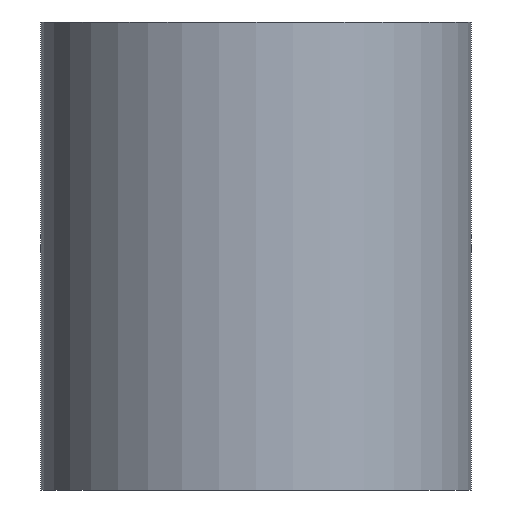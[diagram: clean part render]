
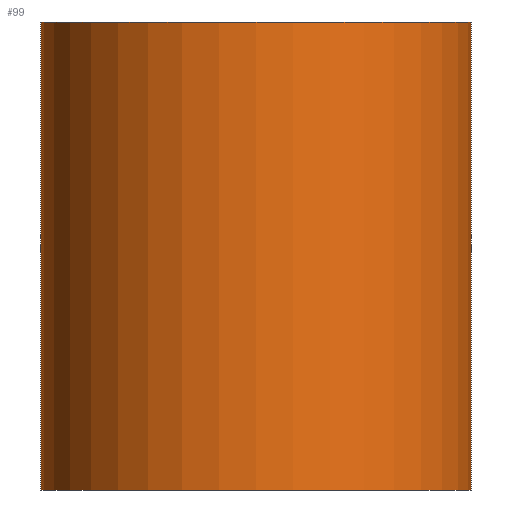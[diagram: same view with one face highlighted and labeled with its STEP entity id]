
A CAD part, front view. The second image highlights one B-rep face of the part: STEP entity #99.
In plain terms, the highlighted cylindrical face has radius 10.573 mm (diameter 21.145 mm), a full revolution.
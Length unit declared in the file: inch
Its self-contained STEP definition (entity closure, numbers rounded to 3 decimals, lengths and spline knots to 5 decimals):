
#16=FACE_OUTER_BOUND($,#45,.T.);
#20=CYLINDRICAL_SURFACE($,#117,0.41625);
#30=FACE_BOUND($,#46,.T.);
#45=EDGE_LOOP($,(#85));
#46=EDGE_LOOP($,(#86));
#52=CIRCLE($,#110,0.41625);
#56=CIRCLE($,#118,0.41625);
#60=VERTEX_POINT($,#164);
#64=VERTEX_POINT($,#176);
#68=EDGE_CURVE($,#60,#60,#52,.T.);
#72=EDGE_CURVE($,#64,#64,#56,.T.);
#85=ORIENTED_EDGE($,*,*,#68,.F.);
#86=ORIENTED_EDGE($,*,*,#72,.F.);
#99=ADVANCED_FACE($,(#16,#30),#20,.T.);
#110=AXIS2_PLACEMENT_3D($,#165,#134,#135);
#117=AXIS2_PLACEMENT_3D($,#175,#148,#149);
#118=AXIS2_PLACEMENT_3D($,#177,#150,#151);
#134=DIRECTION('center_axis',(0.,0.,1.));
#135=DIRECTION('ref_axis',(-1.,0.,0.));
#148=DIRECTION('center_axis',(0.,0.,1.));
#149=DIRECTION('ref_axis',(-1.,0.,0.));
#150=DIRECTION('center_axis',(0.,0.,-1.));
#151=DIRECTION('ref_axis',(-1.,0.,0.));
#164=CARTESIAN_POINT('',(0.41625,0.,0.9055));
#165=CARTESIAN_POINT('Origin',(0.,0.,0.9055));
#175=CARTESIAN_POINT('Origin',(0.,0.,0.));
#176=CARTESIAN_POINT('',(0.41625,0.,0.));
#177=CARTESIAN_POINT('Origin',(0.,0.,0.));
